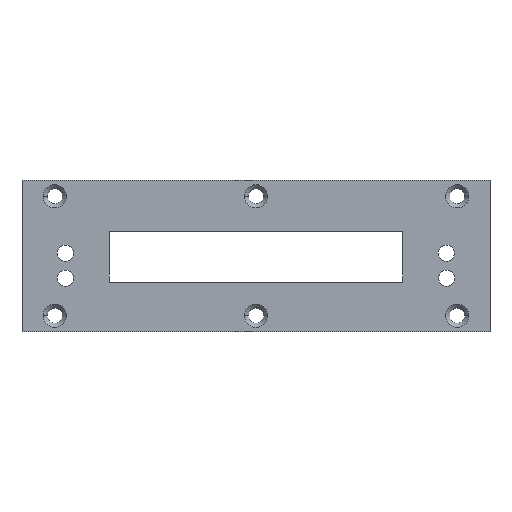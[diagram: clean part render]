
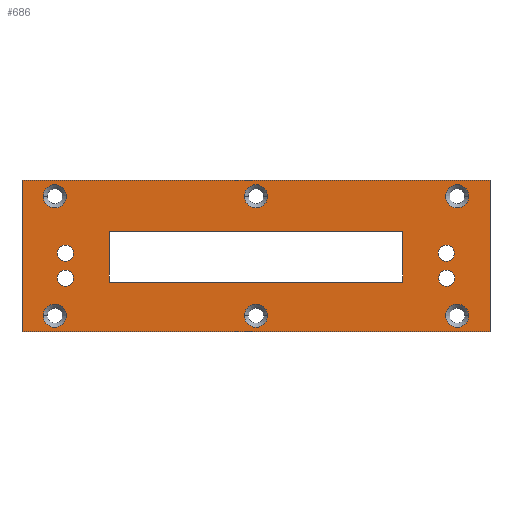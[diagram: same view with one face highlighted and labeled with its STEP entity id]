
A CAD part, top view. The second image highlights one B-rep face of the part: STEP entity #686.
In plain terms, the highlighted planar face has unit normal (0, 0, 1).
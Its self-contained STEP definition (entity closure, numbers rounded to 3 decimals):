
#141=CARTESIAN_POINT('',(84.36,0.558,0.8));
#142=DIRECTION('',(0.,0.,-1.));
#143=DIRECTION('',(1.,0.,0.));
#144=AXIS2_PLACEMENT_3D('',#141,#142,#143);
#146=CARTESIAN_POINT('',(84.36,0.558,0.8));
#147=DIRECTION('',(0.,0.,-1.));
#148=DIRECTION('',(-1.,0.,0.));
#149=AXIS2_PLACEMENT_3D('',#146,#147,#148);
#151=CARTESIAN_POINT('',(84.429,-4.372,0.8));
#152=DIRECTION('',(0.,0.,-1.));
#153=DIRECTION('',(1.,0.,0.));
#154=AXIS2_PLACEMENT_3D('',#151,#152,#153);
#156=CARTESIAN_POINT('',(84.429,-4.372,0.8));
#157=DIRECTION('',(0.,0.,-1.));
#158=DIRECTION('',(-1.,0.,0.));
#159=AXIS2_PLACEMENT_3D('',#156,#157,#158);
#161=CARTESIAN_POINT('',(9.06,0.558,0.8));
#162=DIRECTION('',(0.,0.,-1.));
#163=DIRECTION('',(1.,0.,0.));
#164=AXIS2_PLACEMENT_3D('',#161,#162,#163);
#166=CARTESIAN_POINT('',(9.06,0.558,0.8));
#167=DIRECTION('',(0.,0.,-1.));
#168=DIRECTION('',(-1.,0.,0.));
#169=AXIS2_PLACEMENT_3D('',#166,#167,#168);
#171=CARTESIAN_POINT('',(9.06,-4.372,0.8));
#172=DIRECTION('',(0.,0.,-1.));
#173=DIRECTION('',(1.,0.,0.));
#174=AXIS2_PLACEMENT_3D('',#171,#172,#173);
#176=CARTESIAN_POINT('',(9.06,-4.372,0.8));
#177=DIRECTION('',(0.,0.,-1.));
#178=DIRECTION('',(-1.,0.,0.));
#179=AXIS2_PLACEMENT_3D('',#176,#177,#178);
#181=DIRECTION('',(0.,-1.,0.));
#182=VECTOR('',#181,30.);
#183=CARTESIAN_POINT('',(0.47,15.,0.8));
#184=LINE('',#183,#182);
#185=DIRECTION('',(-1.,0.,0.));
#186=VECTOR('',#185,92.53);
#187=CARTESIAN_POINT('',(93.,15.,0.8));
#188=LINE('',#187,#186);
#189=DIRECTION('',(0.,1.,0.));
#190=VECTOR('',#189,30.);
#191=CARTESIAN_POINT('',(93.,-15.,0.8));
#192=LINE('',#191,#190);
#193=DIRECTION('',(1.,0.,0.));
#194=VECTOR('',#193,92.53);
#195=CARTESIAN_POINT('',(0.47,-15.,0.8));
#196=LINE('',#195,#194);
#197=DIRECTION('',(0.,-1.,0.));
#198=VECTOR('',#197,10.);
#199=CARTESIAN_POINT('',(75.72,4.845,0.8));
#200=LINE('',#199,#198);
#201=DIRECTION('',(1.,0.,0.));
#202=VECTOR('',#201,58.);
#203=CARTESIAN_POINT('',(17.72,4.845,0.8));
#204=LINE('',#203,#202);
#205=DIRECTION('',(0.,1.,0.));
#206=VECTOR('',#205,10.);
#207=CARTESIAN_POINT('',(17.72,-5.155,0.8));
#208=LINE('',#207,#206);
#209=DIRECTION('',(-1.,0.,0.));
#210=VECTOR('',#209,58.);
#211=CARTESIAN_POINT('',(75.72,-5.155,0.8));
#212=LINE('',#211,#210);
#213=CARTESIAN_POINT('',(86.5,-11.8,0.8));
#214=DIRECTION('',(0.,0.,-1.));
#215=DIRECTION('',(1.,0.,0.));
#216=AXIS2_PLACEMENT_3D('',#213,#214,#215);
#218=CARTESIAN_POINT('',(86.5,-11.8,0.8));
#219=DIRECTION('',(0.,0.,-1.));
#220=DIRECTION('',(-1.,0.,0.));
#221=AXIS2_PLACEMENT_3D('',#218,#219,#220);
#223=CARTESIAN_POINT('',(86.5,11.8,0.8));
#224=DIRECTION('',(0.,0.,-1.));
#225=DIRECTION('',(-1.,0.,0.));
#226=AXIS2_PLACEMENT_3D('',#223,#224,#225);
#228=CARTESIAN_POINT('',(86.5,11.8,0.8));
#229=DIRECTION('',(0.,0.,-1.));
#230=DIRECTION('',(1.,0.,0.));
#231=AXIS2_PLACEMENT_3D('',#228,#229,#230);
#233=CARTESIAN_POINT('',(46.735,-11.8,0.8));
#234=DIRECTION('',(0.,0.,-1.));
#235=DIRECTION('',(-1.,0.,0.));
#236=AXIS2_PLACEMENT_3D('',#233,#234,#235);
#238=CARTESIAN_POINT('',(46.735,-11.8,0.8));
#239=DIRECTION('',(0.,0.,-1.));
#240=DIRECTION('',(1.,0.,0.));
#241=AXIS2_PLACEMENT_3D('',#238,#239,#240);
#243=CARTESIAN_POINT('',(46.735,11.8,0.8));
#244=DIRECTION('',(0.,0.,-1.));
#245=DIRECTION('',(-1.,0.,0.));
#246=AXIS2_PLACEMENT_3D('',#243,#244,#245);
#248=CARTESIAN_POINT('',(46.735,11.8,0.8));
#249=DIRECTION('',(0.,0.,-1.));
#250=DIRECTION('',(1.,0.,0.));
#251=AXIS2_PLACEMENT_3D('',#248,#249,#250);
#253=CARTESIAN_POINT('',(6.97,11.8,0.8));
#254=DIRECTION('',(0.,0.,-1.));
#255=DIRECTION('',(-1.,0.,0.));
#256=AXIS2_PLACEMENT_3D('',#253,#254,#255);
#258=CARTESIAN_POINT('',(6.97,11.8,0.8));
#259=DIRECTION('',(0.,0.,-1.));
#260=DIRECTION('',(1.,0.,0.));
#261=AXIS2_PLACEMENT_3D('',#258,#259,#260);
#263=CARTESIAN_POINT('',(6.97,-11.8,0.8));
#264=DIRECTION('',(0.,0.,-1.));
#265=DIRECTION('',(-1.,0.,0.));
#266=AXIS2_PLACEMENT_3D('',#263,#264,#265);
#268=CARTESIAN_POINT('',(6.97,-11.8,0.8));
#269=DIRECTION('',(0.,0.,-1.));
#270=DIRECTION('',(1.,0.,0.));
#271=AXIS2_PLACEMENT_3D('',#268,#269,#270);
#385=CARTESIAN_POINT('',(0.47,-15.,0.8));
#386=CARTESIAN_POINT('',(93.,-15.,0.8));
#387=VERTEX_POINT('',#385);
#388=VERTEX_POINT('',#386);
#389=CARTESIAN_POINT('',(93.,15.,0.8));
#390=CARTESIAN_POINT('',(0.47,15.,0.8));
#391=VERTEX_POINT('',#389);
#392=VERTEX_POINT('',#390);
#393=CARTESIAN_POINT('',(88.8,-11.8,0.8));
#394=CARTESIAN_POINT('',(84.2,-11.8,0.8));
#395=VERTEX_POINT('',#393);
#396=VERTEX_POINT('',#394);
#397=CARTESIAN_POINT('',(84.2,11.8,0.8));
#398=CARTESIAN_POINT('',(88.8,11.8,0.8));
#399=VERTEX_POINT('',#397);
#400=VERTEX_POINT('',#398);
#417=CARTESIAN_POINT('',(75.72,4.845,0.8));
#418=CARTESIAN_POINT('',(75.72,-5.155,0.8));
#419=VERTEX_POINT('',#417);
#420=VERTEX_POINT('',#418);
#421=CARTESIAN_POINT('',(17.72,-5.155,0.8));
#422=VERTEX_POINT('',#421);
#423=CARTESIAN_POINT('',(17.72,4.845,0.8));
#424=VERTEX_POINT('',#423);
#425=CARTESIAN_POINT('',(44.435,-11.8,0.8));
#426=CARTESIAN_POINT('',(49.035,-11.8,0.8));
#427=VERTEX_POINT('',#425);
#428=VERTEX_POINT('',#426);
#433=CARTESIAN_POINT('',(44.435,11.8,0.8));
#434=CARTESIAN_POINT('',(49.035,11.8,0.8));
#435=VERTEX_POINT('',#433);
#436=VERTEX_POINT('',#434);
#441=CARTESIAN_POINT('',(4.67,11.8,0.8));
#442=CARTESIAN_POINT('',(9.27,11.8,0.8));
#443=VERTEX_POINT('',#441);
#444=VERTEX_POINT('',#442);
#449=CARTESIAN_POINT('',(4.67,-11.8,0.8));
#450=CARTESIAN_POINT('',(9.27,-11.8,0.8));
#451=VERTEX_POINT('',#449);
#452=VERTEX_POINT('',#450);
#473=CARTESIAN_POINT('',(85.96,0.558,0.8));
#474=CARTESIAN_POINT('',(82.76,0.558,0.8));
#475=VERTEX_POINT('',#473);
#476=VERTEX_POINT('',#474);
#477=CARTESIAN_POINT('',(86.029,-4.372,0.8));
#478=CARTESIAN_POINT('',(82.829,-4.372,0.8));
#479=VERTEX_POINT('',#477);
#480=VERTEX_POINT('',#478);
#481=CARTESIAN_POINT('',(10.66,0.558,0.8));
#482=CARTESIAN_POINT('',(7.46,0.558,0.8));
#483=VERTEX_POINT('',#481);
#484=VERTEX_POINT('',#482);
#485=CARTESIAN_POINT('',(10.66,-4.372,0.8));
#486=CARTESIAN_POINT('',(7.46,-4.372,0.8));
#487=VERTEX_POINT('',#485);
#488=VERTEX_POINT('',#486);
#603=CARTESIAN_POINT('',(0.,0.,0.8));
#604=DIRECTION('',(0.,0.,1.));
#605=DIRECTION('',(1.,0.,0.));
#606=AXIS2_PLACEMENT_3D('',#603,#604,#605);
#607=PLANE('',#606);
#609=ORIENTED_EDGE('',*,*,#608,.F.);
#611=ORIENTED_EDGE('',*,*,#610,.F.);
#613=ORIENTED_EDGE('',*,*,#612,.F.);
#615=ORIENTED_EDGE('',*,*,#614,.F.);
#616=EDGE_LOOP('',(#609,#611,#613,#615));
#617=FACE_OUTER_BOUND('',#616,.F.);
#619=ORIENTED_EDGE('',*,*,#618,.F.);
#621=ORIENTED_EDGE('',*,*,#620,.F.);
#622=EDGE_LOOP('',(#619,#621));
#623=FACE_BOUND('',#622,.F.);
#625=ORIENTED_EDGE('',*,*,#624,.F.);
#627=ORIENTED_EDGE('',*,*,#626,.F.);
#628=EDGE_LOOP('',(#625,#627));
#629=FACE_BOUND('',#628,.F.);
#631=ORIENTED_EDGE('',*,*,#630,.F.);
#633=ORIENTED_EDGE('',*,*,#632,.F.);
#634=EDGE_LOOP('',(#631,#633));
#635=FACE_BOUND('',#634,.F.);
#636=ORIENTED_EDGE('',*,*,#583,.F.);
#637=ORIENTED_EDGE('',*,*,#597,.F.);
#638=EDGE_LOOP('',(#636,#637));
#639=FACE_BOUND('',#638,.F.);
#641=ORIENTED_EDGE('',*,*,#640,.F.);
#643=ORIENTED_EDGE('',*,*,#642,.F.);
#645=ORIENTED_EDGE('',*,*,#644,.F.);
#647=ORIENTED_EDGE('',*,*,#646,.F.);
#648=EDGE_LOOP('',(#641,#643,#645,#647));
#649=FACE_BOUND('',#648,.F.);
#651=ORIENTED_EDGE('',*,*,#650,.F.);
#653=ORIENTED_EDGE('',*,*,#652,.F.);
#654=EDGE_LOOP('',(#651,#653));
#655=FACE_BOUND('',#654,.F.);
#657=ORIENTED_EDGE('',*,*,#656,.F.);
#659=ORIENTED_EDGE('',*,*,#658,.F.);
#660=EDGE_LOOP('',(#657,#659));
#661=FACE_BOUND('',#660,.F.);
#663=ORIENTED_EDGE('',*,*,#662,.F.);
#665=ORIENTED_EDGE('',*,*,#664,.F.);
#666=EDGE_LOOP('',(#663,#665));
#667=FACE_BOUND('',#666,.F.);
#669=ORIENTED_EDGE('',*,*,#668,.F.);
#671=ORIENTED_EDGE('',*,*,#670,.F.);
#672=EDGE_LOOP('',(#669,#671));
#673=FACE_BOUND('',#672,.F.);
#675=ORIENTED_EDGE('',*,*,#674,.F.);
#677=ORIENTED_EDGE('',*,*,#676,.F.);
#678=EDGE_LOOP('',(#675,#677));
#679=FACE_BOUND('',#678,.F.);
#681=ORIENTED_EDGE('',*,*,#680,.F.);
#683=ORIENTED_EDGE('',*,*,#682,.F.);
#684=EDGE_LOOP('',(#681,#683));
#685=FACE_BOUND('',#684,.F.);
#145=CIRCLE('',#144,1.6);
#150=CIRCLE('',#149,1.6);
#155=CIRCLE('',#154,1.6);
#160=CIRCLE('',#159,1.6);
#165=CIRCLE('',#164,1.6);
#170=CIRCLE('',#169,1.6);
#175=CIRCLE('',#174,1.6);
#180=CIRCLE('',#179,1.6);
#217=CIRCLE('',#216,2.3);
#222=CIRCLE('',#221,2.3);
#227=CIRCLE('',#226,2.3);
#232=CIRCLE('',#231,2.3);
#237=CIRCLE('',#236,2.3);
#242=CIRCLE('',#241,2.3);
#247=CIRCLE('',#246,2.3);
#252=CIRCLE('',#251,2.3);
#257=CIRCLE('',#256,2.3);
#262=CIRCLE('',#261,2.3);
#267=CIRCLE('',#266,2.3);
#272=CIRCLE('',#271,2.3);
#583=EDGE_CURVE('',#475,#476,#145,.T.);
#597=EDGE_CURVE('',#476,#475,#150,.T.);
#608=EDGE_CURVE('',#392,#387,#184,.T.);
#610=EDGE_CURVE('',#391,#392,#188,.T.);
#612=EDGE_CURVE('',#388,#391,#192,.T.);
#614=EDGE_CURVE('',#387,#388,#196,.T.);
#618=EDGE_CURVE('',#479,#480,#155,.T.);
#620=EDGE_CURVE('',#480,#479,#160,.T.);
#624=EDGE_CURVE('',#483,#484,#165,.T.);
#626=EDGE_CURVE('',#484,#483,#170,.T.);
#630=EDGE_CURVE('',#487,#488,#175,.T.);
#632=EDGE_CURVE('',#488,#487,#180,.T.);
#640=EDGE_CURVE('',#419,#420,#200,.T.);
#642=EDGE_CURVE('',#424,#419,#204,.T.);
#644=EDGE_CURVE('',#422,#424,#208,.T.);
#646=EDGE_CURVE('',#420,#422,#212,.T.);
#650=EDGE_CURVE('',#395,#396,#217,.T.);
#652=EDGE_CURVE('',#396,#395,#222,.T.);
#656=EDGE_CURVE('',#399,#400,#227,.T.);
#658=EDGE_CURVE('',#400,#399,#232,.T.);
#662=EDGE_CURVE('',#427,#428,#237,.T.);
#664=EDGE_CURVE('',#428,#427,#242,.T.);
#668=EDGE_CURVE('',#435,#436,#247,.T.);
#670=EDGE_CURVE('',#436,#435,#252,.T.);
#674=EDGE_CURVE('',#443,#444,#257,.T.);
#676=EDGE_CURVE('',#444,#443,#262,.T.);
#680=EDGE_CURVE('',#451,#452,#267,.T.);
#682=EDGE_CURVE('',#452,#451,#272,.T.);
#686=ADVANCED_FACE('',(#617,#623,#629,#635,#639,#649,#655,#661,#667,#673,#679,
#685),#607,.T.);
